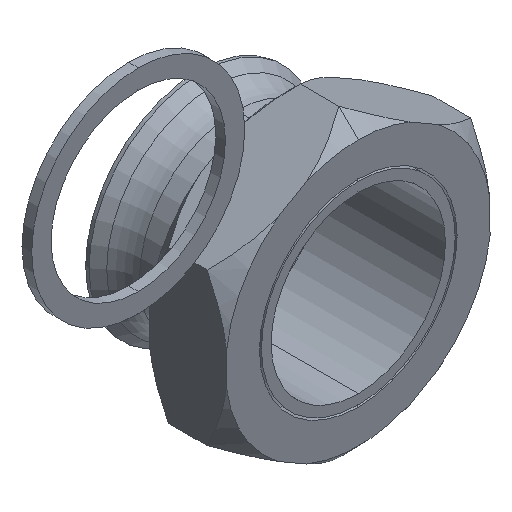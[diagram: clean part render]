
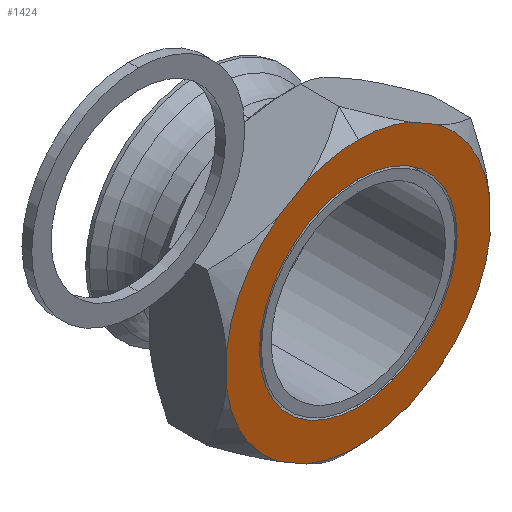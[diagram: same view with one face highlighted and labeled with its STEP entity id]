
A CAD part, isometric view. The second image highlights one B-rep face of the part: STEP entity #1424.
In plain terms, the highlighted planar face has unit normal (0, -1, 0).
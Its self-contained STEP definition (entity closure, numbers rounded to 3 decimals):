
#37 = CARTESIAN_POINT ( 'NONE',  ( 0., -70., 0. ) ) ;
#72 = ORIENTED_EDGE ( 'NONE', *, *, #1607, .F. ) ;
#74 = DIRECTION ( 'NONE',  ( 0., 0., -1. ) ) ;
#85 = AXIS2_PLACEMENT_3D ( 'NONE', #330, #1368, #619 ) ;
#109 = EDGE_CURVE ( 'NONE', #910, #1195, #533, .T. ) ;
#122 = DIRECTION ( 'NONE',  ( 0., 0., -1. ) ) ;
#128 = DIRECTION ( 'NONE',  ( -0.866, 0., 0.5 ) ) ;
#134 = LINE ( 'NONE', #1256, #605 ) ;
#135 = EDGE_CURVE ( 'NONE', #149, #325, #915, .T. ) ;
#136 = LINE ( 'NONE', #1781, #476 ) ;
#145 = EDGE_CURVE ( 'NONE', #325, #149, #1035, .T. ) ;
#149 = VERTEX_POINT ( 'NONE', #1643 ) ;
#189 = CARTESIAN_POINT ( 'NONE',  ( -82.532, -70., -109.35 ) ) ;
#230 = EDGE_CURVE ( 'NONE', #665, #1080, #1634, .T. ) ;
#272 = ORIENTED_EDGE ( 'NONE', *, *, #1637, .T. ) ;
#275 = DIRECTION ( 'NONE',  ( 0., 0., -1. ) ) ;
#283 = CARTESIAN_POINT ( 'NONE',  ( -53.434, -70., -126.15 ) ) ;
#314 = CARTESIAN_POINT ( 'NONE',  ( 135.966, -70., -78.5 ) ) ;
#325 = VERTEX_POINT ( 'NONE', #1537 ) ;
#330 = CARTESIAN_POINT ( 'NONE',  ( 0., -70., 0. ) ) ;
#337 = EDGE_CURVE ( 'NONE', #1620, #1203, #1515, .T. ) ;
#343 = CARTESIAN_POINT ( 'NONE',  ( 135.966, -70., 16.8 ) ) ;
#355 = DIRECTION ( 'NONE',  ( 0., -1., 0. ) ) ;
#356 = DIRECTION ( 'NONE',  ( 0.866, 0., 0.5 ) ) ;
#360 = DIRECTION ( 'NONE',  ( 0., -1., 0. ) ) ;
#380 = EDGE_CURVE ( 'NONE', #665, #1679, #402, .T. ) ;
#402 = CIRCLE ( 'NONE', #1227, 137. ) ;
#412 = ORIENTED_EDGE ( 'NONE', *, *, #380, .T. ) ;
#416 = CARTESIAN_POINT ( 'NONE',  ( -135.966, -70., 78.5 ) ) ;
#426 = FACE_BOUND ( 'NONE', #522, .T. ) ;
#446 = DIRECTION ( 'NONE',  ( 0., 0., -1. ) ) ;
#476 = VECTOR ( 'NONE', #1340, 1000. ) ;
#511 = DIRECTION ( 'NONE',  ( 0., 0., -1. ) ) ;
#522 = EDGE_LOOP ( 'NONE', ( #1899, #1339 ) ) ;
#530 = EDGE_CURVE ( 'NONE', #1309, #1002, #905, .T. ) ;
#533 = CIRCLE ( 'NONE', #821, 137. ) ;
#553 = DIRECTION ( 'NONE',  ( 0., -1., 0. ) ) ;
#554 = CIRCLE ( 'NONE', #1670, 137. ) ;
#558 = EDGE_CURVE ( 'NONE', #910, #1002, #1307, .T. ) ;
#574 = EDGE_CURVE ( 'NONE', #1309, #1203, #1691, .T. ) ;
#592 = DIRECTION ( 'NONE',  ( 0., 0., -1. ) ) ;
#605 = VECTOR ( 'NONE', #356, 1000. ) ;
#609 = DIRECTION ( 'NONE',  ( 0., 0., -1. ) ) ;
#619 = DIRECTION ( 'NONE',  ( 0., 0., -1. ) ) ;
#622 = EDGE_CURVE ( 'NONE', #1760, #1195, #136, .T. ) ;
#645 = CARTESIAN_POINT ( 'NONE',  ( 0., -70., 0. ) ) ;
#665 = VERTEX_POINT ( 'NONE', #343 ) ;
#691 = ORIENTED_EDGE ( 'NONE', *, *, #337, .T. ) ;
#715 = ORIENTED_EDGE ( 'NONE', *, *, #109, .T. ) ;
#719 = CARTESIAN_POINT ( 'NONE',  ( -135.966, -70., -78.5 ) ) ;
#721 = VERTEX_POINT ( 'NONE', #762 ) ;
#757 = FACE_OUTER_BOUND ( 'NONE', #1817, .T. ) ;
#762 = CARTESIAN_POINT ( 'NONE',  ( 0., -70., 137. ) ) ;
#765 = DIRECTION ( 'NONE',  ( 0., -1., 0. ) ) ;
#821 = AXIS2_PLACEMENT_3D ( 'NONE', #37, #1044, #446 ) ;
#844 = CIRCLE ( 'NONE', #85, 137. ) ;
#857 = ORIENTED_EDGE ( 'NONE', *, *, #558, .F. ) ;
#862 = AXIS2_PLACEMENT_3D ( 'NONE', #1756, #553, #1155 ) ;
#863 = AXIS2_PLACEMENT_3D ( 'NONE', #1025, #765, #609 ) ;
#905 = CIRCLE ( 'NONE', #1834, 137. ) ;
#910 = VERTEX_POINT ( 'NONE', #283 ) ;
#915 = CIRCLE ( 'NONE', #863, 102. ) ;
#919 = DIRECTION ( 'NONE',  ( 0.866, 0., -0.5 ) ) ;
#928 = AXIS2_PLACEMENT_3D ( 'NONE', #1147, #1467, #275 ) ;
#1002 = VERTEX_POINT ( 'NONE', #189 ) ;
#1005 = DIRECTION ( 'NONE',  ( 0., -1., 0. ) ) ;
#1025 = CARTESIAN_POINT ( 'NONE',  ( 0., -70., 0. ) ) ;
#1035 = CIRCLE ( 'NONE', #1266, 102. ) ;
#1038 = VECTOR ( 'NONE', #919, 1000. ) ;
#1044 = DIRECTION ( 'NONE',  ( 0., -1., 0. ) ) ;
#1049 = CARTESIAN_POINT ( 'NONE',  ( -82.532, -70., 109.35 ) ) ;
#1058 = CARTESIAN_POINT ( 'NONE',  ( 82.532, -70., 109.35 ) ) ;
#1080 = VERTEX_POINT ( 'NONE', #1218 ) ;
#1092 = ORIENTED_EDGE ( 'NONE', *, *, #1430, .T. ) ;
#1114 = VECTOR ( 'NONE', #1156, 1000. ) ;
#1147 = CARTESIAN_POINT ( 'NONE',  ( 0., -70., 0. ) ) ;
#1152 = EDGE_CURVE ( 'NONE', #1620, #1623, #134, .T. ) ;
#1155 = DIRECTION ( 'NONE',  ( 0., 0., -1. ) ) ;
#1156 = DIRECTION ( 'NONE',  ( 0., 0., 1. ) ) ;
#1195 = VERTEX_POINT ( 'NONE', #1418 ) ;
#1200 = ORIENTED_EDGE ( 'NONE', *, *, #622, .F. ) ;
#1203 = VERTEX_POINT ( 'NONE', #1717 ) ;
#1218 = CARTESIAN_POINT ( 'NONE',  ( 135.966, -70., -16.8 ) ) ;
#1219 = ORIENTED_EDGE ( 'NONE', *, *, #230, .F. ) ;
#1227 = AXIS2_PLACEMENT_3D ( 'NONE', #1703, #360, #1844 ) ;
#1240 = DIRECTION ( 'NONE',  ( 0., -1., 0. ) ) ;
#1256 = CARTESIAN_POINT ( 'NONE',  ( 0., -70., 157. ) ) ;
#1266 = AXIS2_PLACEMENT_3D ( 'NONE', #1778, #1337, #592 ) ;
#1307 = LINE ( 'NONE', #719, #1576 ) ;
#1309 = VERTEX_POINT ( 'NONE', #1571 ) ;
#1328 = AXIS2_PLACEMENT_3D ( 'NONE', #645, #1240, #511 ) ;
#1337 = DIRECTION ( 'NONE',  ( 0., -1., 0. ) ) ;
#1339 = ORIENTED_EDGE ( 'NONE', *, *, #135, .F. ) ;
#1340 = DIRECTION ( 'NONE',  ( -0.866, 0., -0.5 ) ) ;
#1346 = DIRECTION ( 'NONE',  ( 0., 0., -1. ) ) ;
#1368 = DIRECTION ( 'NONE',  ( 0., -1., 0. ) ) ;
#1416 = CARTESIAN_POINT ( 'NONE',  ( 82.532, -70., -109.35 ) ) ;
#1418 = CARTESIAN_POINT ( 'NONE',  ( 53.434, -70., -126.15 ) ) ;
#1424 = ADVANCED_FACE ( 'NONE', ( #757, #426 ), #1456, .T. ) ;
#1430 = EDGE_CURVE ( 'NONE', #1485, #721, #1841, .T. ) ;
#1452 = LINE ( 'NONE', #1517, #1038 ) ;
#1456 = PLANE ( 'NONE',  #862 ) ;
#1467 = DIRECTION ( 'NONE',  ( 0., -1., 0. ) ) ;
#1477 = ORIENTED_EDGE ( 'NONE', *, *, #574, .F. ) ;
#1485 = VERTEX_POINT ( 'NONE', #1797 ) ;
#1515 = CIRCLE ( 'NONE', #1328, 137. ) ;
#1517 = CARTESIAN_POINT ( 'NONE',  ( 135.966, -70., 78.5 ) ) ;
#1529 = CARTESIAN_POINT ( 'NONE',  ( -53.434, -70., 126.15 ) ) ;
#1532 = ORIENTED_EDGE ( 'NONE', *, *, #1635, .T. ) ;
#1537 = CARTESIAN_POINT ( 'NONE',  ( 0., -70., -102. ) ) ;
#1542 = CARTESIAN_POINT ( 'NONE',  ( 0., -70., 0. ) ) ;
#1563 = ORIENTED_EDGE ( 'NONE', *, *, #530, .T. ) ;
#1571 = CARTESIAN_POINT ( 'NONE',  ( -135.966, -70., -16.8 ) ) ;
#1576 = VECTOR ( 'NONE', #128, 1000. ) ;
#1607 = EDGE_CURVE ( 'NONE', #1485, #1679, #1452, .T. ) ;
#1614 = CARTESIAN_POINT ( 'NONE',  ( 0., -70., 0. ) ) ;
#1620 = VERTEX_POINT ( 'NONE', #1049 ) ;
#1623 = VERTEX_POINT ( 'NONE', #1529 ) ;
#1634 = LINE ( 'NONE', #314, #1855 ) ;
#1635 = EDGE_CURVE ( 'NONE', #721, #1623, #844, .T. ) ;
#1637 = EDGE_CURVE ( 'NONE', #1760, #1080, #554, .T. ) ;
#1643 = CARTESIAN_POINT ( 'NONE',  ( 0., -70., 102. ) ) ;
#1670 = AXIS2_PLACEMENT_3D ( 'NONE', #1542, #355, #74 ) ;
#1679 = VERTEX_POINT ( 'NONE', #1058 ) ;
#1691 = LINE ( 'NONE', #416, #1114 ) ;
#1703 = CARTESIAN_POINT ( 'NONE',  ( 0., -70., 0. ) ) ;
#1717 = CARTESIAN_POINT ( 'NONE',  ( -135.966, -70., 16.8 ) ) ;
#1756 = CARTESIAN_POINT ( 'NONE',  ( 0., -70., 0. ) ) ;
#1760 = VERTEX_POINT ( 'NONE', #1416 ) ;
#1778 = CARTESIAN_POINT ( 'NONE',  ( 0., -70., 0. ) ) ;
#1781 = CARTESIAN_POINT ( 'NONE',  ( 0., -70., -157. ) ) ;
#1797 = CARTESIAN_POINT ( 'NONE',  ( 53.434, -70., 126.15 ) ) ;
#1817 = EDGE_LOOP ( 'NONE', ( #72, #1092, #1532, #1835, #691, #1477, #1563, #857, #715, #1200, #272, #1219, #412 ) ) ;
#1834 = AXIS2_PLACEMENT_3D ( 'NONE', #1614, #1005, #122 ) ;
#1835 = ORIENTED_EDGE ( 'NONE', *, *, #1152, .F. ) ;
#1841 = CIRCLE ( 'NONE', #928, 137. ) ;
#1844 = DIRECTION ( 'NONE',  ( 0., 0., -1. ) ) ;
#1855 = VECTOR ( 'NONE', #1346, 1000. ) ;
#1899 = ORIENTED_EDGE ( 'NONE', *, *, #145, .F. ) ;
